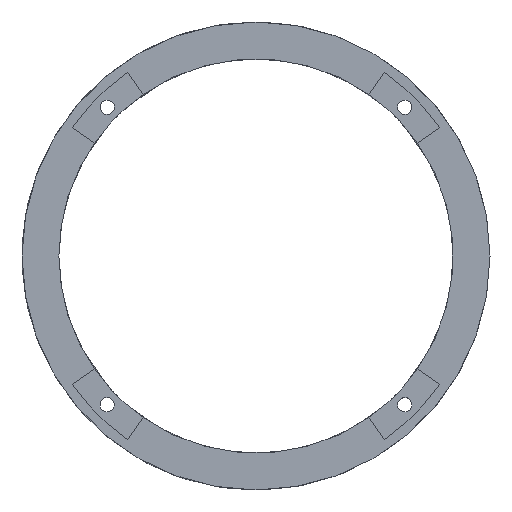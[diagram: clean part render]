
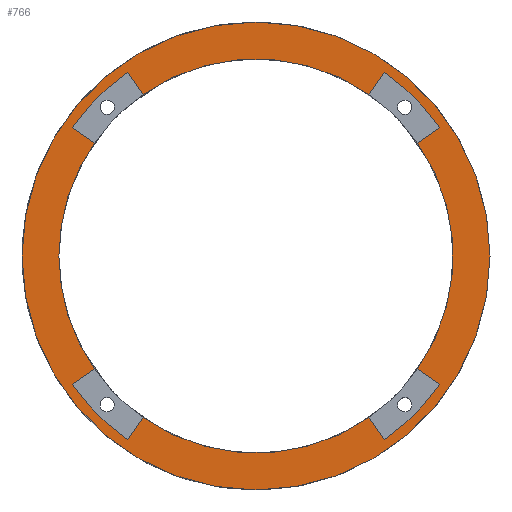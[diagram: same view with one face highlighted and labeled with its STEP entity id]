
A CAD part, top view. The second image highlights one B-rep face of the part: STEP entity #766.
In plain terms, the highlighted planar face has unit normal (0, 0, 1).
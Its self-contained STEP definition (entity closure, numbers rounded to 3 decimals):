
#34=CARTESIAN_POINT('',(28.1,100.,16.8));
#35=VERTEX_POINT('',#34);
#341=CARTESIAN_POINT('',(32.041,87.467,16.8));
#342=VERTEX_POINT('',#341);
#343=CARTESIAN_POINT('',(50.,100.,16.8));
#344=DIRECTION('',(0.,0.,-1.));
#345=DIRECTION('',(-1.,0.,0.));
#346=AXIS2_PLACEMENT_3D('',#343,#344,#345);
#347=CIRCLE('',#346,21.9);
#348=EDGE_CURVE('',#342,#35,#347,.T.);
#367=CARTESIAN_POINT('',(37.467,82.041,16.8));
#368=VERTEX_POINT('',#367);
#375=CARTESIAN_POINT('',(62.533,82.041,16.8));
#376=VERTEX_POINT('',#375);
#377=CARTESIAN_POINT('',(50.,100.,16.8));
#378=DIRECTION('',(0.,0.,-1.));
#379=DIRECTION('',(-1.,0.,0.));
#380=AXIS2_PLACEMENT_3D('',#377,#378,#379);
#381=CIRCLE('',#380,21.9);
#382=EDGE_CURVE('',#376,#368,#381,.T.);
#401=CARTESIAN_POINT('',(67.959,87.467,16.8));
#402=VERTEX_POINT('',#401);
#409=CARTESIAN_POINT('',(67.959,112.533,16.8));
#410=VERTEX_POINT('',#409);
#411=CARTESIAN_POINT('',(50.,100.,16.8));
#412=DIRECTION('',(0.,0.,-1.));
#413=DIRECTION('',(-1.,0.,0.));
#414=AXIS2_PLACEMENT_3D('',#411,#412,#413);
#415=CIRCLE('',#414,21.9);
#416=EDGE_CURVE('',#410,#402,#415,.T.);
#435=CARTESIAN_POINT('',(62.533,117.959,16.8));
#436=VERTEX_POINT('',#435);
#443=CARTESIAN_POINT('',(37.467,117.959,16.8));
#444=VERTEX_POINT('',#443);
#445=CARTESIAN_POINT('',(50.,100.,16.8));
#446=DIRECTION('',(0.,0.,-1.));
#447=DIRECTION('',(-1.,0.,0.));
#448=AXIS2_PLACEMENT_3D('',#445,#446,#447);
#449=CIRCLE('',#448,21.9);
#450=EDGE_CURVE('',#444,#436,#449,.T.);
#469=CARTESIAN_POINT('',(32.041,112.533,16.8));
#470=VERTEX_POINT('',#469);
#477=CARTESIAN_POINT('',(50.,100.,16.8));
#478=DIRECTION('',(0.,0.,-1.));
#479=DIRECTION('',(-1.,0.,0.));
#480=AXIS2_PLACEMENT_3D('',#477,#478,#479);
#481=CIRCLE('',#480,21.9);
#482=EDGE_CURVE('',#35,#470,#481,.T.);
#642=CARTESIAN_POINT('',(11.732,192.388,16.8));
#643=DIRECTION('',(0.,0.,-1.));
#644=DIRECTION('',(0.924,0.383,0.));
#645=AXIS2_PLACEMENT_3D('',#642,#643,#644);
#646=PLANE('',#645);
#647=CARTESIAN_POINT('',(29.581,85.75,16.8));
#648=VERTEX_POINT('',#647);
#649=CARTESIAN_POINT('',(32.041,87.467,16.8));
#650=DIRECTION('',(-0.82,-0.572,0.));
#651=VECTOR('',#650,3.);
#652=LINE('',#649,#651);
#653=EDGE_CURVE('',#342,#648,#652,.T.);
#654=ORIENTED_EDGE('',*,*,#653,.F.);
#655=ORIENTED_EDGE('',*,*,#348,.T.);
#656=ORIENTED_EDGE('',*,*,#482,.T.);
#657=CARTESIAN_POINT('',(29.581,114.25,16.8));
#658=VERTEX_POINT('',#657);
#659=CARTESIAN_POINT('',(32.041,112.533,16.8));
#660=DIRECTION('',(-0.82,0.572,0.));
#661=VECTOR('',#660,3.);
#662=LINE('',#659,#661);
#663=EDGE_CURVE('',#470,#658,#662,.T.);
#664=ORIENTED_EDGE('',*,*,#663,.T.);
#665=CARTESIAN_POINT('',(35.75,120.419,16.8));
#666=VERTEX_POINT('',#665);
#667=CARTESIAN_POINT('',(50.,100.,16.8));
#668=DIRECTION('',(0.,0.,-1.));
#669=DIRECTION('',(-1.,0.,0.));
#670=AXIS2_PLACEMENT_3D('',#667,#668,#669);
#671=CIRCLE('',#670,24.9);
#672=EDGE_CURVE('',#658,#666,#671,.T.);
#673=ORIENTED_EDGE('',*,*,#672,.T.);
#674=CARTESIAN_POINT('',(37.467,117.959,16.8));
#675=DIRECTION('',(-0.572,0.82,0.));
#676=VECTOR('',#675,3.);
#677=LINE('',#674,#676);
#678=EDGE_CURVE('',#444,#666,#677,.T.);
#679=ORIENTED_EDGE('',*,*,#678,.F.);
#680=ORIENTED_EDGE('',*,*,#450,.T.);
#681=CARTESIAN_POINT('',(64.25,120.419,16.8));
#682=VERTEX_POINT('',#681);
#683=CARTESIAN_POINT('',(62.533,117.959,16.8));
#684=DIRECTION('',(0.572,0.82,0.));
#685=VECTOR('',#684,3.);
#686=LINE('',#683,#685);
#687=EDGE_CURVE('',#436,#682,#686,.T.);
#688=ORIENTED_EDGE('',*,*,#687,.T.);
#689=CARTESIAN_POINT('',(70.419,114.25,16.8));
#690=VERTEX_POINT('',#689);
#691=CARTESIAN_POINT('',(50.,100.,16.8));
#692=DIRECTION('',(0.,0.,-1.));
#693=DIRECTION('',(-1.,0.,0.));
#694=AXIS2_PLACEMENT_3D('',#691,#692,#693);
#695=CIRCLE('',#694,24.9);
#696=EDGE_CURVE('',#682,#690,#695,.T.);
#697=ORIENTED_EDGE('',*,*,#696,.T.);
#698=CARTESIAN_POINT('',(67.959,112.533,16.8));
#699=DIRECTION('',(0.82,0.572,0.));
#700=VECTOR('',#699,3.);
#701=LINE('',#698,#700);
#702=EDGE_CURVE('',#410,#690,#701,.T.);
#703=ORIENTED_EDGE('',*,*,#702,.F.);
#704=ORIENTED_EDGE('',*,*,#416,.T.);
#705=CARTESIAN_POINT('',(70.419,85.75,16.8));
#706=VERTEX_POINT('',#705);
#707=CARTESIAN_POINT('',(67.959,87.467,16.8));
#708=DIRECTION('',(0.82,-0.572,0.));
#709=VECTOR('',#708,3.);
#710=LINE('',#707,#709);
#711=EDGE_CURVE('',#402,#706,#710,.T.);
#712=ORIENTED_EDGE('',*,*,#711,.T.);
#713=CARTESIAN_POINT('',(64.25,79.581,16.8));
#714=VERTEX_POINT('',#713);
#715=CARTESIAN_POINT('',(50.,100.,16.8));
#716=DIRECTION('',(0.,0.,-1.));
#717=DIRECTION('',(-1.,0.,0.));
#718=AXIS2_PLACEMENT_3D('',#715,#716,#717);
#719=CIRCLE('',#718,24.9);
#720=EDGE_CURVE('',#706,#714,#719,.T.);
#721=ORIENTED_EDGE('',*,*,#720,.T.);
#722=CARTESIAN_POINT('',(62.533,82.041,16.8));
#723=DIRECTION('',(0.572,-0.82,0.));
#724=VECTOR('',#723,3.);
#725=LINE('',#722,#724);
#726=EDGE_CURVE('',#376,#714,#725,.T.);
#727=ORIENTED_EDGE('',*,*,#726,.F.);
#728=ORIENTED_EDGE('',*,*,#382,.T.);
#729=CARTESIAN_POINT('',(35.75,79.581,16.8));
#730=VERTEX_POINT('',#729);
#731=CARTESIAN_POINT('',(37.467,82.041,16.8));
#732=DIRECTION('',(-0.572,-0.82,0.));
#733=VECTOR('',#732,3.);
#734=LINE('',#731,#733);
#735=EDGE_CURVE('',#368,#730,#734,.T.);
#736=ORIENTED_EDGE('',*,*,#735,.T.);
#737=CARTESIAN_POINT('',(50.,100.,16.8));
#738=DIRECTION('',(0.,0.,-1.));
#739=DIRECTION('',(-1.,0.,0.));
#740=AXIS2_PLACEMENT_3D('',#737,#738,#739);
#741=CIRCLE('',#740,24.9);
#742=EDGE_CURVE('',#730,#648,#741,.T.);
#743=ORIENTED_EDGE('',*,*,#742,.T.);
#744=EDGE_LOOP('',(#654,#655,#656,#664,#673,#679,#680,#688,#697,#703,#704,#712,#721,#727,#728,#736,#743));
#745=FACE_BOUND('',#744,.T.);
#746=CARTESIAN_POINT('',(76.,100.,16.8));
#747=VERTEX_POINT('',#746);
#748=CARTESIAN_POINT('',(24.,100.,16.8));
#749=VERTEX_POINT('',#748);
#750=CARTESIAN_POINT('',(50.,100.,16.8));
#751=DIRECTION('',(0.,0.,-1.));
#752=DIRECTION('',(-1.,0.,0.));
#753=AXIS2_PLACEMENT_3D('',#750,#751,#752);
#754=CIRCLE('',#753,26.);
#755=EDGE_CURVE('',#747,#749,#754,.T.);
#756=ORIENTED_EDGE('',*,*,#755,.F.);
#757=CARTESIAN_POINT('',(50.,100.,16.8));
#758=DIRECTION('',(0.,0.,-1.));
#759=DIRECTION('',(-1.,0.,0.));
#760=AXIS2_PLACEMENT_3D('',#757,#758,#759);
#761=CIRCLE('',#760,26.);
#762=EDGE_CURVE('',#749,#747,#761,.T.);
#763=ORIENTED_EDGE('',*,*,#762,.F.);
#764=EDGE_LOOP('',(#756,#763));
#765=FACE_BOUND('',#764,.T.);
#766=ADVANCED_FACE('',(#745,#765),#646,.F.);
